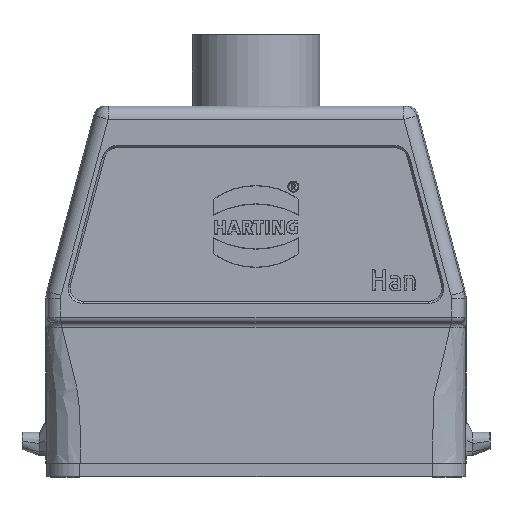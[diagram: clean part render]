
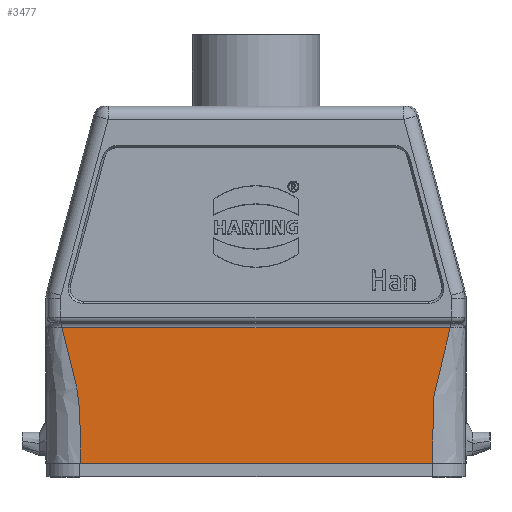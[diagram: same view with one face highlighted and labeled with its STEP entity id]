
A CAD part, front view. The second image highlights one B-rep face of the part: STEP entity #3477.
In plain terms, the highlighted planar face has unit normal (0, -1, 0).
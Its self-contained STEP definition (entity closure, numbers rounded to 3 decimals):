
#726=CARTESIAN_POINT('',(33.202,-14.75,-11.7));
#727=VERTEX_POINT('',#726);
#735=CARTESIAN_POINT('',(-33.202,-14.75,-11.7));
#736=VERTEX_POINT('',#735);
#737=CARTESIAN_POINT('',(33.202,-14.75,-11.7));
#738=DIRECTION('',(-1.0,0.0,0.0));
#739=VECTOR('',#738,66.403);
#740=LINE('',#737,#739);
#741=EDGE_CURVE('',#727,#736,#740,.T.);
#3441=CARTESIAN_POINT('',(-39.65,-14.75,14.85));
#3442=DIRECTION('',(0.0,-1.0,0.0));
#3443=DIRECTION('',(0.0,0.0,-1.0));
#3444=AXIS2_PLACEMENT_3D('',#3441,#3442,#3443);
#3445=PLANE('',#3444);
#3446=CARTESIAN_POINT('',(-36.641,-14.75,13.85));
#3447=VERTEX_POINT('',#3446);
#3448=CARTESIAN_POINT('',(-36.641,-14.75,13.85));
#3449=CARTESIAN_POINT('',(-34.877,-14.75,7.85));
#3450=CARTESIAN_POINT('',(-33.202,-14.75,1.85));
#3451=CARTESIAN_POINT('',(-33.202,-14.75,-6.667));
#3452=CARTESIAN_POINT('',(-33.202,-14.75,-9.183));
#3453=CARTESIAN_POINT('',(-33.202,-14.75,-11.7));
#3454=B_SPLINE_CURVE_WITH_KNOTS('',3,(#3448,#3449,#3450,#3451,#3452,#3453),.UNSPECIFIED.,.F.,.U.,(4,2,4),(0.106,0.311,0.396),.UNSPECIFIED.);
#3455=EDGE_CURVE('',#3447,#736,#3454,.T.);
#3456=ORIENTED_EDGE('',*,*,#3455,.T.);
#3457=ORIENTED_EDGE('',*,*,#741,.F.);
#3458=CARTESIAN_POINT('',(36.641,-14.75,13.85));
#3459=VERTEX_POINT('',#3458);
#3460=CARTESIAN_POINT('',(33.202,-14.75,-11.7));
#3461=CARTESIAN_POINT('',(33.202,-14.75,-9.183));
#3462=CARTESIAN_POINT('',(33.202,-14.75,-6.667));
#3463=CARTESIAN_POINT('',(33.202,-14.75,1.85));
#3464=CARTESIAN_POINT('',(34.877,-14.75,7.85));
#3465=CARTESIAN_POINT('',(36.641,-14.75,13.85));
#3466=B_SPLINE_CURVE_WITH_KNOTS('',3,(#3460,#3461,#3462,#3463,#3464,#3465),.UNSPECIFIED.,.F.,.U.,(4,2,4),(0.604,0.689,0.894),.UNSPECIFIED.);
#3467=EDGE_CURVE('',#727,#3459,#3466,.T.);
#3468=ORIENTED_EDGE('',*,*,#3467,.T.);
#3469=CARTESIAN_POINT('',(36.641,-14.75,13.85));
#3470=DIRECTION('',(-1.0,0.0,0.0));
#3471=VECTOR('',#3470,73.283);
#3472=LINE('',#3469,#3471);
#3473=EDGE_CURVE('',#3459,#3447,#3472,.T.);
#3474=ORIENTED_EDGE('',*,*,#3473,.T.);
#3475=EDGE_LOOP('',(#3456,#3457,#3468,#3474));
#3476=FACE_OUTER_BOUND('',#3475,.T.);
#3477=ADVANCED_FACE('',(#3476),#3445,.T.);
